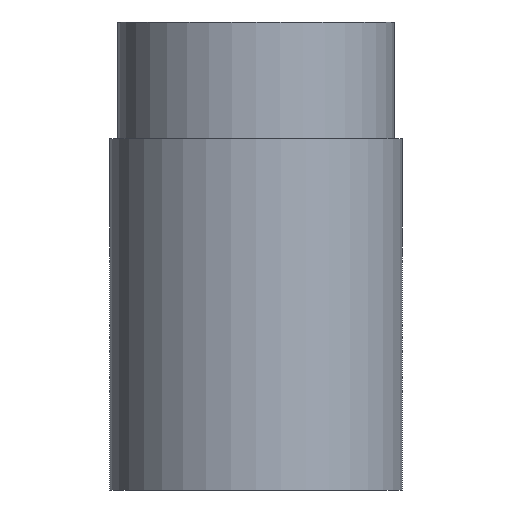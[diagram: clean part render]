
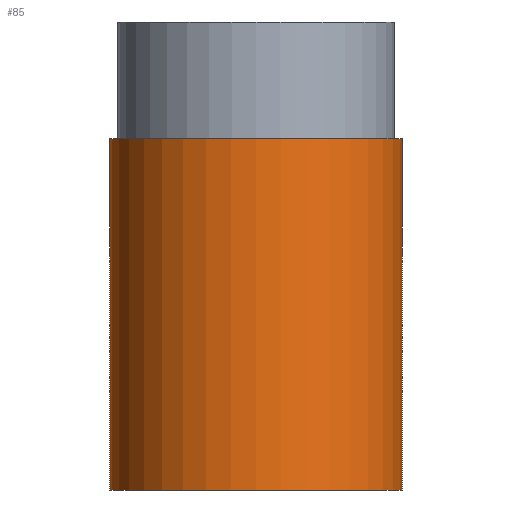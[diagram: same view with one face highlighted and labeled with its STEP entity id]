
A CAD part, front view. The second image highlights one B-rep face of the part: STEP entity #85.
In plain terms, the highlighted cylindrical face has radius 15.875 mm (diameter 31.75 mm), a partial arc.
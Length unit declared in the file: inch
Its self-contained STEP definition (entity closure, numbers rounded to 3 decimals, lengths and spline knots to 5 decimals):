
#13 = FACE_OUTER_BOUND ( 'NONE', #301, .T. ) ;
#15 = DIRECTION ( 'NONE',  ( -1., 0., 0. ) ) ;
#21 = CYLINDRICAL_SURFACE ( 'NONE', #120, 0.625 ) ;
#32 = LINE ( 'NONE', #55, #138 ) ;
#42 = VERTEX_POINT ( 'NONE', #235 ) ;
#46 = CARTESIAN_POINT ( 'NONE',  ( 0., 0., 1.5 ) ) ;
#53 = CIRCLE ( 'NONE', #125, 0.625 ) ;
#55 = CARTESIAN_POINT ( 'NONE',  ( -0.625, 0., 1.5 ) ) ;
#73 = ORIENTED_EDGE ( 'NONE', *, *, #191, .F. ) ;
#76 = CARTESIAN_POINT ( 'NONE',  ( 0., 0., 0. ) ) ;
#85 = ADVANCED_FACE ( 'NONE', ( #13 ), #21, .T. ) ;
#95 = DIRECTION ( 'NONE',  ( 0., 0., -1. ) ) ;
#96 = ORIENTED_EDGE ( 'NONE', *, *, #292, .F. ) ;
#105 = DIRECTION ( 'NONE',  ( 1., 0., 0. ) ) ;
#117 = VERTEX_POINT ( 'NONE', #280 ) ;
#119 = DIRECTION ( 'NONE',  ( 0., 0., 1. ) ) ;
#120 = AXIS2_PLACEMENT_3D ( 'NONE', #46, #151, #15 ) ;
#122 = VERTEX_POINT ( 'NONE', #328 ) ;
#125 = AXIS2_PLACEMENT_3D ( 'NONE', #76, #119, #226 ) ;
#128 = DIRECTION ( 'NONE',  ( 0., 0., -1. ) ) ;
#130 = DIRECTION ( 'NONE',  ( 0., 0., 1. ) ) ;
#138 = VECTOR ( 'NONE', #128, 39.37008 ) ;
#151 = DIRECTION ( 'NONE',  ( 0., 0., -1. ) ) ;
#177 = ORIENTED_EDGE ( 'NONE', *, *, #190, .T. ) ;
#190 = EDGE_CURVE ( 'NONE', #287, #122, #53, .T. ) ;
#191 = EDGE_CURVE ( 'NONE', #42, #122, #275, .T. ) ;
#196 = ORIENTED_EDGE ( 'NONE', *, *, #218, .T. ) ;
#208 = CARTESIAN_POINT ( 'NONE',  ( -0.625, 0., 0. ) ) ;
#217 = VECTOR ( 'NONE', #95, 39.37008 ) ;
#218 = EDGE_CURVE ( 'NONE', #117, #287, #32, .T. ) ;
#226 = DIRECTION ( 'NONE',  ( 1., 0., 0. ) ) ;
#229 = CARTESIAN_POINT ( 'NONE',  ( 0.625, 0., 1.5 ) ) ;
#235 = CARTESIAN_POINT ( 'NONE',  ( 0.625, 0., 1.5 ) ) ;
#268 = AXIS2_PLACEMENT_3D ( 'NONE', #308, #130, #105 ) ;
#275 = LINE ( 'NONE', #229, #217 ) ;
#280 = CARTESIAN_POINT ( 'NONE',  ( -0.625, 0., 1.5 ) ) ;
#287 = VERTEX_POINT ( 'NONE', #208 ) ;
#292 = EDGE_CURVE ( 'NONE', #117, #42, #316, .T. ) ;
#301 = EDGE_LOOP ( 'NONE', ( #73, #96, #196, #177 ) ) ;
#308 = CARTESIAN_POINT ( 'NONE',  ( 0., 0., 1.5 ) ) ;
#316 = CIRCLE ( 'NONE', #268, 0.625 ) ;
#328 = CARTESIAN_POINT ( 'NONE',  ( 0.625, 0., 0. ) ) ;
